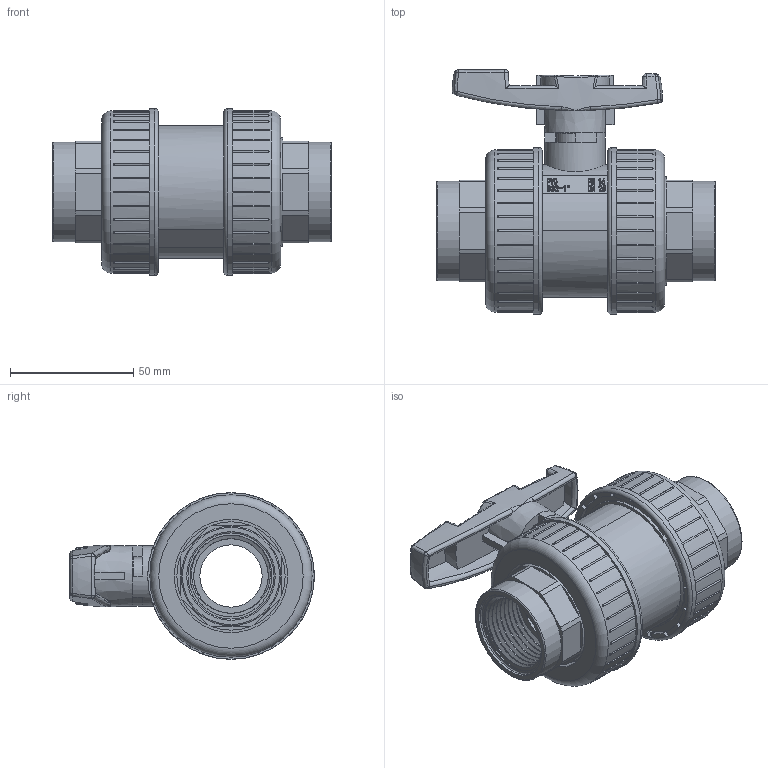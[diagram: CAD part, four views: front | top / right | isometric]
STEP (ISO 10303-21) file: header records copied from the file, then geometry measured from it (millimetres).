
FILE_DESCRIPTION(/* description */ (''),/* implementation_level */ '2;1');
FILE_NAME(/* name */ 'AK0972.000.032.step',/* time_stamp */ '2025-12-30T09:26:20+01:00',/* author */ (''),/* organization */ (''),/* preprocessor_version */ 'ST-DEVELOPER v20.1',/* originating_system */ 'Autodesk Translation Framework v14.21.0.0',/* authorisation */ '');
FILE_SCHEMA (('AUTOMOTIVE_DESIGN { 1 0 10303 214 3 1 1 }'));
Products named in the file (1): 2025-12-30-08-12-31-843
Bounding box: 113.36 x 99.36 x 67.68 mm (x, y, z)
Volume: 206245.8 mm3; surface area: 109902.3 mm2
Topology: 16 solids, 16 shells, 1169 faces, 3245 edges, 2121 vertices
Faces by surface type: plane 537, cylinder 293, bspline 191, sphere 85, torus 56, cone 7
Full cylindrical faces by diameter (mm): 1.721 x1, 2.295 x1, 12.24 x4, 15.12 x3, 15.84 x1, 16.56 x2, 18 x1, 24.578 x1, 25.3 x2, 27.36 x1, 28.08 x2, 28.8 x2, 30.291 x14, 32.544 x3, 33.12 x1, 33.249 x16, 33.84 x3, 36 x2, 36.432 x3, 36.72 x1, 39.96 x1, 40.421 x3, 40.5 x2, 42.768 x3, 44 x2, 44.28 x1, 46.08 x2, 46.8 x1, 47.52 x4, 47.808 x1
Entity records: 65566 total; most frequent: CARTESIAN_POINT 36632, ORIENTED_EDGE 6392, DIRECTION 5593, EDGE_CURVE 3196, VERTEX_POINT 2121, AXIS2_PLACEMENT_3D 2077, LINE 1439, VECTOR 1439
